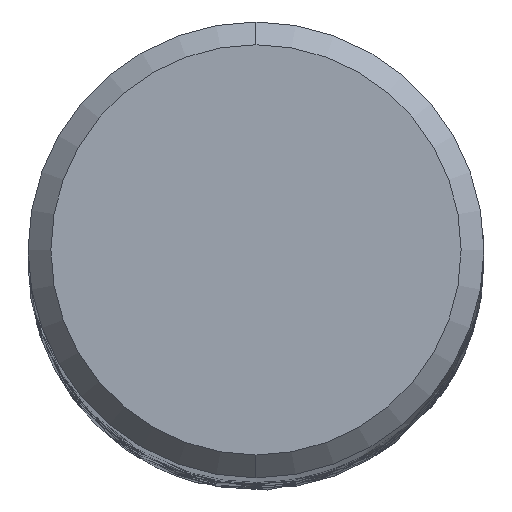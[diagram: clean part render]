
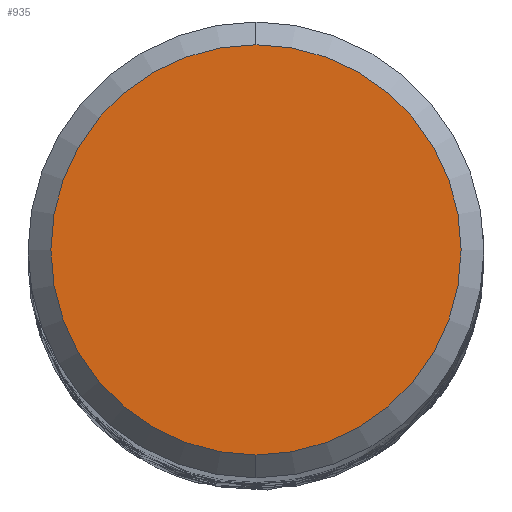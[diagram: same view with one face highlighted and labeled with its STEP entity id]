
A CAD part, top view. The second image highlights one B-rep face of the part: STEP entity #935.
In plain terms, the highlighted planar face has unit normal (0, 0, 1).
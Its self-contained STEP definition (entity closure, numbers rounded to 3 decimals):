
#433=EDGE_CURVE('',#565,#701,#1087,.T.);
#565=VERTEX_POINT('',#1229);
#701=VERTEX_POINT('',#1382);
#773=EDGE_CURVE('',#701,#565,#1465,.T.);
#935=ADVANCED_FACE('',(#1640),#1641,.T.);
#1087=CIRCLE('',#2318,5.4);
#1229=CARTESIAN_POINT('',(0.,-5.4,0.0));
#1382=CARTESIAN_POINT('',(0.0,5.4,0.0));
#1465=CIRCLE('',#7048,5.4);
#1640=FACE_OUTER_BOUND('',#10633,.T.);
#1641=PLANE('',#10634);
#2318=AXIS2_PLACEMENT_3D('',#10990,#10991,#10992);
#7048=AXIS2_PLACEMENT_3D('',#11420,#11421,#11422);
#10633=EDGE_LOOP('',(#11598,#11599));
#10634=AXIS2_PLACEMENT_3D('',#11600,#11601,#11602);
#10990=CARTESIAN_POINT('',(0.0,0.0,0.0));
#10991=DIRECTION('',(0.0,0.0,-1.0));
#10992=DIRECTION('',(0.0,1.0,0.0));
#11420=CARTESIAN_POINT('',(0.0,0.0,0.0));
#11421=DIRECTION('',(0.0,0.0,-1.0));
#11422=DIRECTION('',(0.0,1.0,0.0));
#11598=ORIENTED_EDGE('',*,*,#773,.F.);
#11599=ORIENTED_EDGE('',*,*,#433,.F.);
#11600=CARTESIAN_POINT('',(0.0,2.7,0.0));
#11601=DIRECTION('',(-0.0,0.0,1.0));
#11602=DIRECTION('',(0.0,-1.0,0.0));
